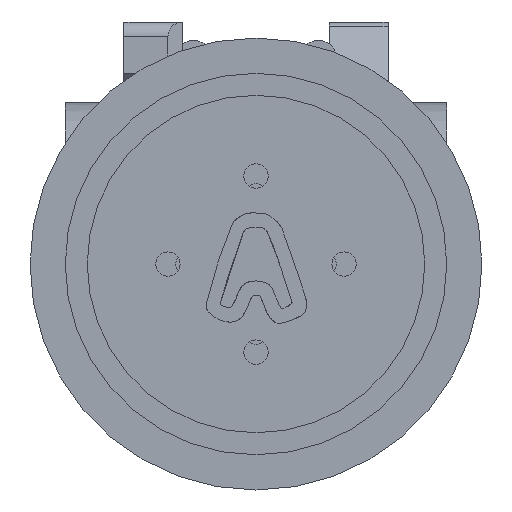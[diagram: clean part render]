
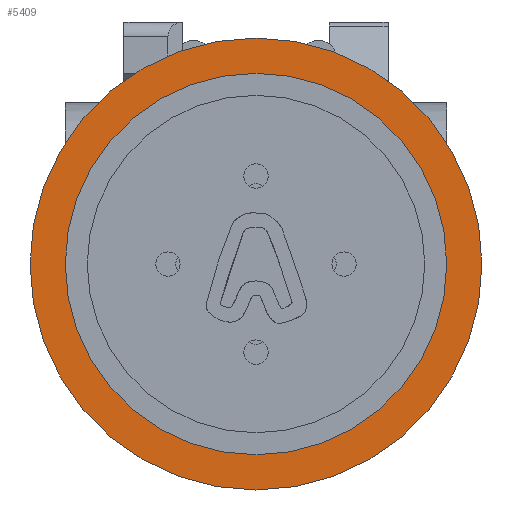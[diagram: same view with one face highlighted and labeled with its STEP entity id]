
A CAD part, front view. The second image highlights one B-rep face of the part: STEP entity #5409.
In plain terms, the highlighted face is planar.
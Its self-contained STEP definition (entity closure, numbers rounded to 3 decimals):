
#513=FACE_BOUND('',#1256,.T.);
#619=PLANE('',#5918);
#865=FACE_OUTER_BOUND('',#1255,.T.);
#1255=EDGE_LOOP('',(#4655));
#1256=EDGE_LOOP('',(#4656));
#2275=CIRCLE('',#5917,30.8);
#2276=CIRCLE('',#5919,26.);
#2676=VERTEX_POINT('',#9936);
#2677=VERTEX_POINT('',#9940);
#3368=EDGE_CURVE('',#2676,#2676,#2275,.T.);
#3370=EDGE_CURVE('',#2677,#2677,#2276,.T.);
#4655=ORIENTED_EDGE('',*,*,#3368,.T.);
#4656=ORIENTED_EDGE('',*,*,#3370,.F.);
#5409=ADVANCED_FACE('',(#865,#513),#619,.T.);
#5917=AXIS2_PLACEMENT_3D('',#9937,#6970,#6971);
#5918=AXIS2_PLACEMENT_3D('',#9939,#6973,#6974);
#5919=AXIS2_PLACEMENT_3D('',#9941,#6975,#6976);
#6970=DIRECTION('center_axis',(0.,0.,1.));
#6971=DIRECTION('ref_axis',(1.,0.,0.));
#6973=DIRECTION('center_axis',(0.,0.,1.));
#6974=DIRECTION('ref_axis',(1.,0.,0.));
#6975=DIRECTION('center_axis',(0.,0.,1.));
#6976=DIRECTION('ref_axis',(1.,0.,0.));
#9936=CARTESIAN_POINT('',(0.,30.8,49.25));
#9937=CARTESIAN_POINT('Origin',(0.,0.,49.25));
#9939=CARTESIAN_POINT('Origin',(0.,-26.,49.25));
#9940=CARTESIAN_POINT('',(0.,26.,49.25));
#9941=CARTESIAN_POINT('Origin',(0.,0.,49.25));
